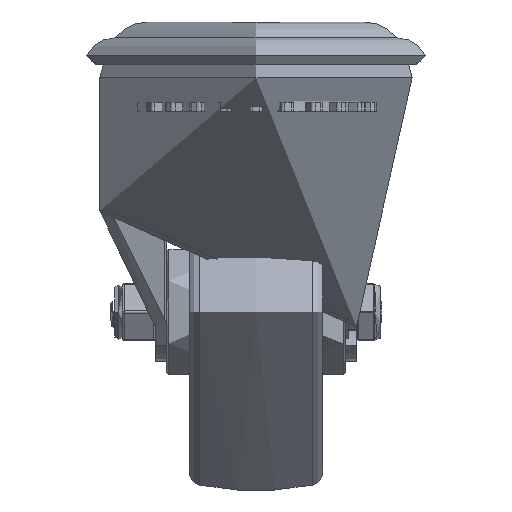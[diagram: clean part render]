
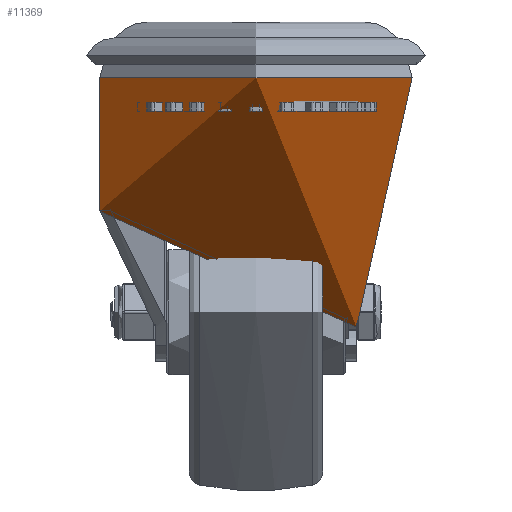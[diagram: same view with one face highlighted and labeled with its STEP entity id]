
A CAD part, left-side view. The second image highlights one B-rep face of the part: STEP entity #11369.
In plain terms, the highlighted cylindrical face has radius 35 mm (diameter 70 mm), a full revolution.
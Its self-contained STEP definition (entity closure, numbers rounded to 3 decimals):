
#197=B_SPLINE_CURVE_WITH_KNOTS('',3,(#17727,#17728,#17729,#17730,#17731,
#17732,#17733,#17734,#17735,#17736,#17737,#17738,#17739,#17740,#17741,#17742,
#17743,#17744,#17745,#17746,#17747,#17748,#17749,#17750,#17751,#17752,#17753,
#17754,#17755,#17756,#17757,#17758,#17759,#17760,#17761,#17762,#17763,#17764,
#17765,#17766,#17767,#17768,#17769,#17770),.UNSPECIFIED.,.F.,.F.,(4,2,2,
2,2,2,2,2,2,2,2,2,2,2,2,2,2,2,2,2,2,4),(6.422,7.254,
8.086,8.917,9.749,10.397,11.045,
11.693,12.341,12.989,13.637,14.285,
14.934,15.765,16.597,17.429,18.26,
19.198,20.136,21.074,22.011,22.093),
 .UNSPECIFIED.);
#198=B_SPLINE_CURVE_WITH_KNOTS('',3,(#17774,#17775,#17776,#17777,#17778,
#17779,#17780,#17781,#17782,#17783),.UNSPECIFIED.,.F.,.F.,(4,2,2,2,4),(-0.839,
-0.739,-0.639,-0.526,-0.413),
 .UNSPECIFIED.);
#199=B_SPLINE_CURVE_WITH_KNOTS('',3,(#17787,#17788,#17789,#17790,#17791,
#17792,#17793,#17794,#17795,#17796),.UNSPECIFIED.,.F.,.F.,(4,2,2,2,4),(-0.426,
-0.314,-0.201,-0.1,0.),
 .UNSPECIFIED.);
#200=B_SPLINE_CURVE_WITH_KNOTS('',3,(#17799,#17800,#17801,#17802,#17803,
#17804,#17805,#17806,#17807,#17808,#17809,#17810),.UNSPECIFIED.,.F.,.F.,
(4,2,2,2,2,4),(2.589,2.671,3.609,4.547,
5.485,6.422),.UNSPECIFIED.);
#867=CYLINDRICAL_SURFACE('',#12405,35.);
#1348=LINE('',#17725,#2317);
#1349=LINE('',#17772,#2318);
#1350=LINE('',#17798,#2319);
#2317=VECTOR('',#14360,35.);
#2318=VECTOR('',#14361,1000.);
#2319=VECTOR('',#14364,1000.);
#3178=FACE_OUTER_BOUND('',#3841,.T.);
#3841=EDGE_LOOP('',(#8772,#8773,#8774,#8775,#8776,#8777,#8778,#8779,#8780,
#8781));
#4561=CIRCLE('',#12389,35.);
#4573=CIRCLE('',#12406,35.);
#5254=VERTEX_POINT('',#17696);
#5263=VERTEX_POINT('',#17724);
#5264=VERTEX_POINT('',#17726);
#5265=VERTEX_POINT('',#17771);
#5266=VERTEX_POINT('',#17773);
#5267=VERTEX_POINT('',#17784);
#5268=VERTEX_POINT('',#17786);
#5269=VERTEX_POINT('',#17797);
#6531=EDGE_CURVE('',#5254,#5254,#4561,.T.);
#6545=EDGE_CURVE('',#5254,#5263,#1348,.T.);
#6546=EDGE_CURVE('',#5263,#5264,#197,.T.);
#6547=EDGE_CURVE('',#5264,#5265,#1349,.T.);
#6548=EDGE_CURVE('',#5266,#5265,#198,.F.);
#6549=EDGE_CURVE('',#5266,#5267,#4573,.T.);
#6550=EDGE_CURVE('',#5268,#5267,#199,.F.);
#6551=EDGE_CURVE('',#5268,#5269,#1350,.T.);
#6552=EDGE_CURVE('',#5269,#5263,#200,.T.);
#8772=ORIENTED_EDGE('',*,*,#6531,.F.);
#8773=ORIENTED_EDGE('',*,*,#6545,.T.);
#8774=ORIENTED_EDGE('',*,*,#6546,.T.);
#8775=ORIENTED_EDGE('',*,*,#6547,.T.);
#8776=ORIENTED_EDGE('',*,*,#6548,.F.);
#8777=ORIENTED_EDGE('',*,*,#6549,.T.);
#8778=ORIENTED_EDGE('',*,*,#6550,.F.);
#8779=ORIENTED_EDGE('',*,*,#6551,.T.);
#8780=ORIENTED_EDGE('',*,*,#6552,.T.);
#8781=ORIENTED_EDGE('',*,*,#6545,.F.);
#11369=ADVANCED_FACE('',(#3178),#867,.T.);
#12389=AXIS2_PLACEMENT_3D('',#17697,#14324,#14325);
#12405=AXIS2_PLACEMENT_3D('',#17723,#14358,#14359);
#12406=AXIS2_PLACEMENT_3D('',#17785,#14362,#14363);
#14324=DIRECTION('center_axis',(0.,0.,1.));
#14325=DIRECTION('ref_axis',(0.,-1.,0.));
#14358=DIRECTION('center_axis',(0.,0.,1.));
#14359=DIRECTION('ref_axis',(0.,-1.,0.));
#14360=DIRECTION('',(0.,0.,-1.));
#14361=DIRECTION('',(0.,0.,1.));
#14362=DIRECTION('center_axis',(0.,0.,1.));
#14363=DIRECTION('ref_axis',(0.,-1.,0.));
#14364=DIRECTION('',(0.,0.,-1.));
#17696=CARTESIAN_POINT('',(0.,35.,-3.009));
#17697=CARTESIAN_POINT('Origin',(0.,0.,-3.009));
#17723=CARTESIAN_POINT('Origin',(0.,0.,-66.511));
#17724=CARTESIAN_POINT('',(0.,35.,-32.843));
#17725=CARTESIAN_POINT('',(0.,35.,-66.511));
#17726=CARTESIAN_POINT('',(26.81,-22.5,-58.876));
#17727=CARTESIAN_POINT('Ctrl Pts',(0.,35.,-32.843));
#17728=CARTESIAN_POINT('Ctrl Pts',(-2.121,35.,-31.057));
#17729=CARTESIAN_POINT('Ctrl Pts',(-4.358,34.805,-29.231));
#17730=CARTESIAN_POINT('Ctrl Pts',(-8.903,33.928,-25.65));
#17731=CARTESIAN_POINT('Ctrl Pts',(-11.209,33.246,-23.894));
#17732=CARTESIAN_POINT('Ctrl Pts',(-15.716,31.368,-20.574));
#17733=CARTESIAN_POINT('Ctrl Pts',(-17.919,30.17,-19.007));
#17734=CARTESIAN_POINT('Ctrl Pts',(-22.053,27.295,-16.151));
#17735=CARTESIAN_POINT('Ctrl Pts',(-23.983,25.617,-14.862));
#17736=CARTESIAN_POINT('Ctrl Pts',(-27.044,22.306,-12.863));
#17737=CARTESIAN_POINT('Ctrl Pts',(-28.333,20.659,-12.039));
#17738=CARTESIAN_POINT('Ctrl Pts',(-30.643,17.046,-10.586));
#17739=CARTESIAN_POINT('Ctrl Pts',(-31.663,15.079,-9.957));
#17740=CARTESIAN_POINT('Ctrl Pts',(-33.319,10.946,-8.947));
#17741=CARTESIAN_POINT('Ctrl Pts',(-33.956,8.775,-8.564));
#17742=CARTESIAN_POINT('Ctrl Pts',(-34.796,4.382,-8.06));
#17743=CARTESIAN_POINT('Ctrl Pts',(-35.,2.16,-7.94));
#17744=CARTESIAN_POINT('Ctrl Pts',(-35.,-2.16,-7.94));
#17745=CARTESIAN_POINT('Ctrl Pts',(-34.796,-4.382,
-8.06));
#17746=CARTESIAN_POINT('Ctrl Pts',(-33.956,-8.775,
-8.564));
#17747=CARTESIAN_POINT('Ctrl Pts',(-33.319,-10.946,
-8.947));
#17748=CARTESIAN_POINT('Ctrl Pts',(-31.663,-15.079,-9.957));
#17749=CARTESIAN_POINT('Ctrl Pts',(-30.643,-17.046,
-10.586));
#17750=CARTESIAN_POINT('Ctrl Pts',(-28.333,-20.659,
-12.039));
#17751=CARTESIAN_POINT('Ctrl Pts',(-27.044,-22.306,
-12.863));
#17752=CARTESIAN_POINT('Ctrl Pts',(-23.983,-25.617,
-14.862));
#17753=CARTESIAN_POINT('Ctrl Pts',(-22.053,-27.295,-16.151));
#17754=CARTESIAN_POINT('Ctrl Pts',(-17.919,-30.17,-19.007));
#17755=CARTESIAN_POINT('Ctrl Pts',(-15.716,-31.368,-20.574));
#17756=CARTESIAN_POINT('Ctrl Pts',(-11.209,-33.246,
-23.894));
#17757=CARTESIAN_POINT('Ctrl Pts',(-8.903,-33.928,-25.65));
#17758=CARTESIAN_POINT('Ctrl Pts',(-4.358,-34.805,
-29.231));
#17759=CARTESIAN_POINT('Ctrl Pts',(-2.121,-35.,-31.057));
#17760=CARTESIAN_POINT('Ctrl Pts',(2.391,-35.,-34.856));
#17761=CARTESIAN_POINT('Ctrl Pts',(4.837,-34.752,-36.991));
#17762=CARTESIAN_POINT('Ctrl Pts',(9.67,-33.728,-41.371));
#17763=CARTESIAN_POINT('Ctrl Pts',(12.056,-32.953,-43.617));
#17764=CARTESIAN_POINT('Ctrl Pts',(16.624,-30.902,-48.075));
#17765=CARTESIAN_POINT('Ctrl Pts',(18.807,-29.625,-50.287));
#17766=CARTESIAN_POINT('Ctrl Pts',(22.853,-26.629,-54.522));
#17767=CARTESIAN_POINT('Ctrl Pts',(24.717,-24.909,-56.544));
#17768=CARTESIAN_POINT('Ctrl Pts',(26.52,-22.841,-58.552));
#17769=CARTESIAN_POINT('Ctrl Pts',(26.665,-22.672,-58.714));
#17770=CARTESIAN_POINT('Ctrl Pts',(26.81,-22.5,-58.876));
#17771=CARTESIAN_POINT('',(26.81,-22.5,-6.508));
#17772=CARTESIAN_POINT('',(26.81,-22.5,-35.259));
#17773=CARTESIAN_POINT('',(28.723,-20.,-4.008));
#17774=CARTESIAN_POINT('Ctrl Pts',(26.81,-22.5,-6.508));
#17775=CARTESIAN_POINT('Ctrl Pts',(26.81,-22.5,-6.173));
#17776=CARTESIAN_POINT('Ctrl Pts',(26.87,-22.429,-5.828));
#17777=CARTESIAN_POINT('Ctrl Pts',(27.087,-22.166,-5.215));
#17778=CARTESIAN_POINT('Ctrl Pts',(27.243,-21.974,-4.947));
#17779=CARTESIAN_POINT('Ctrl Pts',(27.591,-21.536,-4.509));
#17780=CARTESIAN_POINT('Ctrl Pts',(27.813,-21.251,-4.318));
#17781=CARTESIAN_POINT('Ctrl Pts',(28.271,-20.637,-4.068));
#17782=CARTESIAN_POINT('Ctrl Pts',(28.508,-20.308,-4.008));
#17783=CARTESIAN_POINT('Ctrl Pts',(28.723,-20.,-4.008));
#17784=CARTESIAN_POINT('',(28.723,20.,-4.008));
#17785=CARTESIAN_POINT('Origin',(0.,0.,-4.008));
#17786=CARTESIAN_POINT('',(26.81,22.5,-6.508));
#17787=CARTESIAN_POINT('Ctrl Pts',(28.723,20.,-4.008));
#17788=CARTESIAN_POINT('Ctrl Pts',(28.508,20.308,-4.008));
#17789=CARTESIAN_POINT('Ctrl Pts',(28.271,20.637,-4.068));
#17790=CARTESIAN_POINT('Ctrl Pts',(27.813,21.251,-4.318));
#17791=CARTESIAN_POINT('Ctrl Pts',(27.591,21.536,-4.509));
#17792=CARTESIAN_POINT('Ctrl Pts',(27.243,21.974,-4.947));
#17793=CARTESIAN_POINT('Ctrl Pts',(27.087,22.166,-5.215));
#17794=CARTESIAN_POINT('Ctrl Pts',(26.87,22.429,-5.828));
#17795=CARTESIAN_POINT('Ctrl Pts',(26.81,22.5,-6.173));
#17796=CARTESIAN_POINT('Ctrl Pts',(26.81,22.5,-6.508));
#17797=CARTESIAN_POINT('',(26.81,22.5,-58.876));
#17798=CARTESIAN_POINT('',(26.81,22.5,-35.259));
#17799=CARTESIAN_POINT('Ctrl Pts',(26.81,22.5,-58.876));
#17800=CARTESIAN_POINT('Ctrl Pts',(26.665,22.672,-58.714));
#17801=CARTESIAN_POINT('Ctrl Pts',(26.52,22.841,-58.552));
#17802=CARTESIAN_POINT('Ctrl Pts',(24.717,24.909,-56.544));
#17803=CARTESIAN_POINT('Ctrl Pts',(22.853,26.629,-54.522));
#17804=CARTESIAN_POINT('Ctrl Pts',(18.807,29.625,-50.287));
#17805=CARTESIAN_POINT('Ctrl Pts',(16.624,30.902,-48.075));
#17806=CARTESIAN_POINT('Ctrl Pts',(12.056,32.953,-43.617));
#17807=CARTESIAN_POINT('Ctrl Pts',(9.67,33.728,-41.371));
#17808=CARTESIAN_POINT('Ctrl Pts',(4.837,34.752,-36.991));
#17809=CARTESIAN_POINT('Ctrl Pts',(2.391,35.,-34.856));
#17810=CARTESIAN_POINT('Ctrl Pts',(0.,35.,-32.843));
